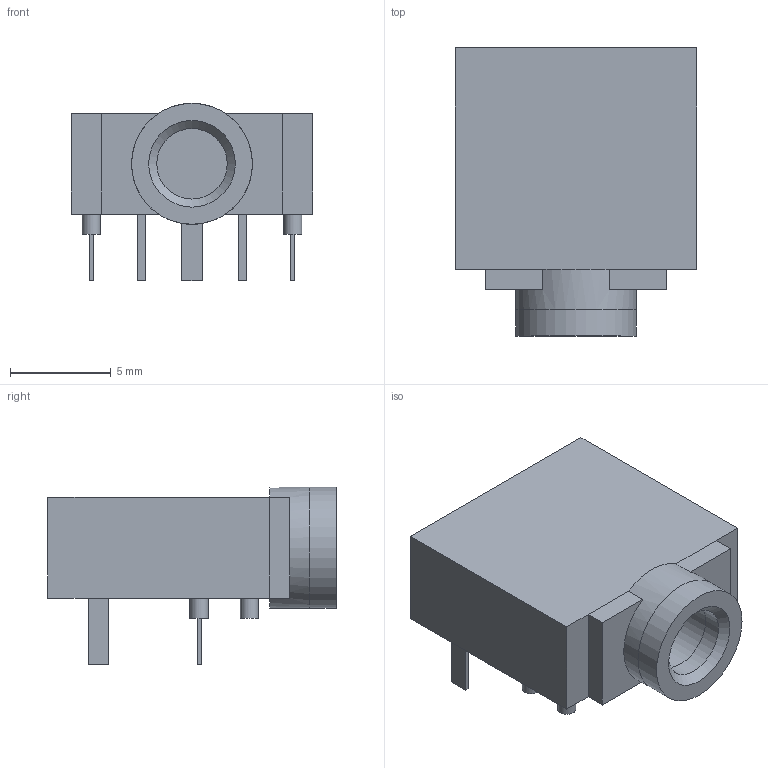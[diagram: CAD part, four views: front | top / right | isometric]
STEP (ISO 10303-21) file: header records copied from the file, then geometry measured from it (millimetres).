
FILE_DESCRIPTION(('FreeCAD Model'),'2;1');
FILE_NAME('Open CASCADE Shape Model','2023-09-20T07:48:53',( 'kicad StepUp'),('ksu MCAD'),'Open CASCADE STEP processor 7.5', 'FreeCAD','Unknown');
FILE_SCHEMA(('AUTOMOTIVE_DESIGN { 1 0 10303 214 1 1 1 1 }'));
Length unit declared in the file: millimetre
Products named in the file (1): Jack_3.5mm_CUI_SJ1-3525N_Horizontal
Bounding box: 12 x 14.3 x 8.8 mm (x, y, z)
Volume: 689.7 mm3; surface area: 726.5 mm2
Topology: 1 solids, 1 shells, 59 faces, 127 edges, 81 vertices
Faces by surface type: plane 49, cylinder 9, cone 1
Full cylindrical faces by diameter (mm): 0.9 x5, 3.5 x2, 6 x2
Entity records: 1815 total; most frequent: CARTESIAN_POINT 268, DIRECTION 268, ORIENTED_EDGE 254, EDGE_CURVE 127, LINE 106, VECTOR 106, AXIS2_PLACEMENT_3D 81, VERTEX_POINT 81
